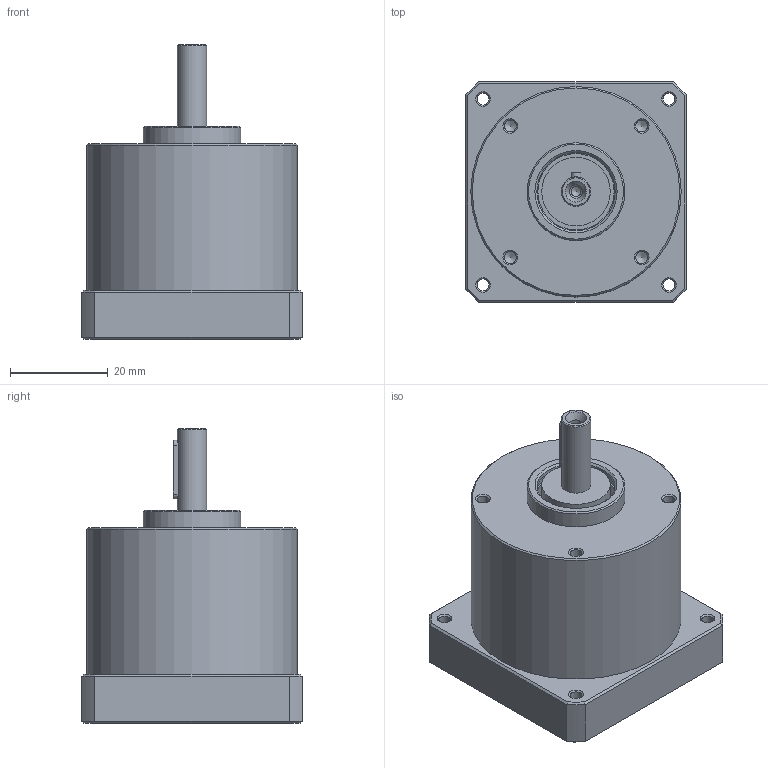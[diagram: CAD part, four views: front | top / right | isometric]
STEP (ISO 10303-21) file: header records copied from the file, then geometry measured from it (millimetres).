
FILE_DESCRIPTION(/* description */ ('STEP AP214'),/* implementation_level */ '2;1');
FILE_NAME(/* name */ '188527_FLSM-10-L',/* time_stamp */ '2024-08-28T14:15:20+02:00',/* author */ ('License CC BY-ND 4.0'),/* organization */ ('CADENAS'),/* preprocessor_version */ 'ST-DEVELOPER v19.3',/* originating_system */ 'PARTsolutions',/* authorisation */ ' ');
FILE_SCHEMA (('AUTOMOTIVE_DESIGN {1 0 10303 214 3 1 1}'));
Length unit declared in the file: millimetre
Products named in the file (3): 188527 FLSM-10-L; 188527 FLSM-10; 188527 FLSM-10w
Assembly tree (2 placements, depth 2):
  188527 FLSM-10-L
    188527 FLSM-10
    188527 FLSM-10w
Bounding box: 45 x 45 x 60.2 mm (x, y, z)
Volume: 61485.5 mm3; surface area: 17644.3 mm2
Topology: 2 solids, 2 shells, 99 faces, 209 edges, 124 vertices
Faces by surface type: cone 34, plane 32, cylinder 29, torus 4
Full cylindrical faces by diameter (mm): 2.013 x1, 2.459 x8, 2.8 x1, 6 x1, 14 x2, 16 x2, 16.6 x1, 19 x1, 20 x1, 24 x2, 25 x1, 43 x1
Entity records: 2448 total; most frequent: CARTESIAN_POINT 447, DIRECTION 420, ORIENTED_EDGE 302, AXIS2_PLACEMENT_3D 189, FACE_BOUND 175, EDGE_LOOP 170, EDGE_CURVE 151, VERTEX_POINT 122
